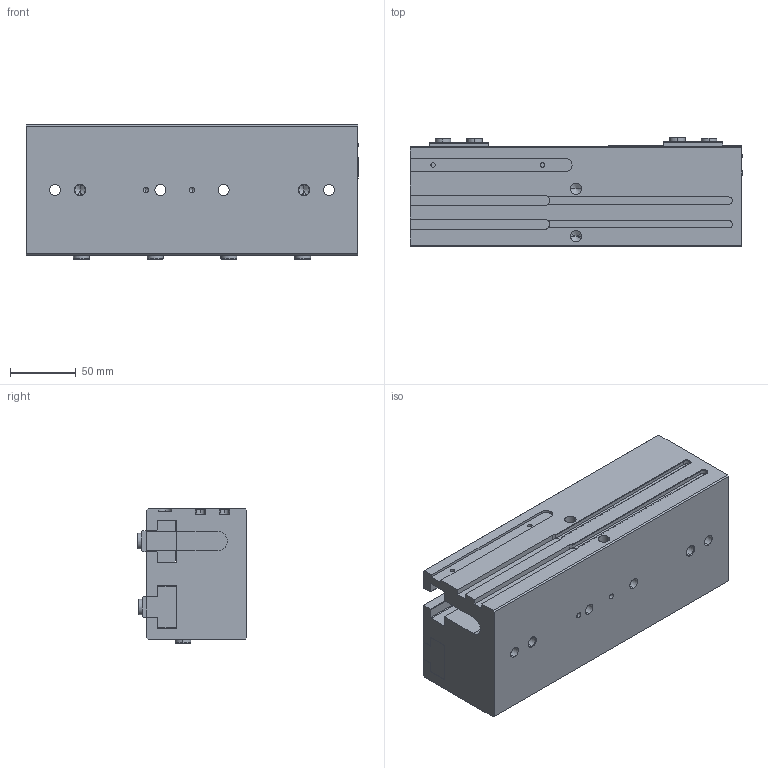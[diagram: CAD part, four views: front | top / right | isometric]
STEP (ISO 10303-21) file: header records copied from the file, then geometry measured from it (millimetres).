
FILE_DESCRIPTION (( 'STEP AP214' ), '1' );
FILE_NAME ('PLG 40-100.STEP', '2022-10-13T13:43:34', ( '' ), ( '' ), 'SwSTEP 2.0', 'SolidWorks 2022', '' );
FILE_SCHEMA (( 'AUTOMOTIVE_DESIGN' ));
Length unit declared in the file: millimetre
Products named in the file (4): Boccola 12_4; PLG 40-100; Griffa 40; Corpo_4
Assembly tree (11 placements, depth 2):
  PLG 40-100
    Corpo_4
    Griffa 40  x2
    Boccola 12_4  x8
Bounding box: 252 x 83.22 x 102 mm (x, y, z)
Volume: 1569598 mm3; surface area: 206900.7 mm2
Topology: 13 solids, 13 shells, 377 faces, 947 edges, 594 vertices
Faces by surface type: plane 171, cylinder 126, cone 48, bspline 32
Entity records: 10534 total; most frequent: CARTESIAN_POINT 1378, DIRECTION 1357, ORIENTED_EDGE 1254, EDGE_CURVE 627, AXIS2_PLACEMENT_3D 477, VERTEX_POINT 410, LINE 403, VECTOR 403
